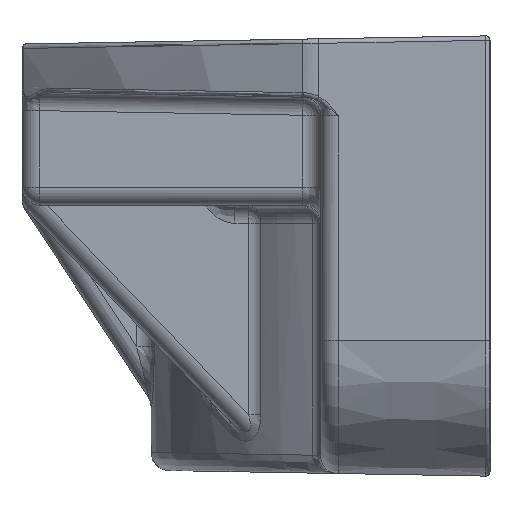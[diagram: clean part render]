
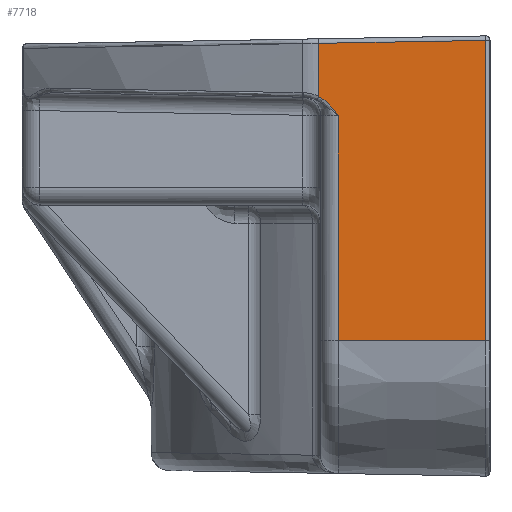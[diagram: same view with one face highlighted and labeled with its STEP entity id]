
A CAD part, left-side view. The second image highlights one B-rep face of the part: STEP entity #7718.
In plain terms, the highlighted planar face has unit normal (-1, 0.018, 0).
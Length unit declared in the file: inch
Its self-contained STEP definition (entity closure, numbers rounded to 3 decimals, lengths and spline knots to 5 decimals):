
#887 = ORIENTED_EDGE ( 'NONE', *, *, #7168, .T. ) ;
#1095 = VECTOR ( 'NONE', #8127, 39.37008 ) ;
#1616 = CARTESIAN_POINT ( 'NONE',  ( -0.29338, 0.37906, 0. ) ) ;
#2387 = VERTEX_POINT ( 'NONE', #10414 ) ;
#2494 = EDGE_CURVE ( 'NONE', #6373, #10202, #10657, .T. ) ;
#2621 = CARTESIAN_POINT ( 'NONE',  ( -0.29414, 0.3357, 0.49778 ) ) ;
#2650 = CARTESIAN_POINT ( 'NONE',  ( -0.29354, 0.36996, 0.53589 ) ) ;
#3088 = CARTESIAN_POINT ( 'NONE',  ( -0.3, 0., 0. ) ) ;
#3249 = EDGE_CURVE ( 'NONE', #9308, #11878, #4357, .T. ) ;
#3464 = CARTESIAN_POINT ( 'NONE',  ( -0.29338, 0.37906, 0.54083 ) ) ;
#4357 = LINE ( 'NONE', #1616, #1095 ) ;
#4584 = CARTESIAN_POINT ( 'NONE',  ( -0.29392, 0.34827, 0.5141 ) ) ;
#4645 = B_SPLINE_CURVE_WITH_KNOTS ( 'NONE', 3,
 ( #9221, #2650, #7376, #8177, #4584, #10077, #8431, #6473 ),
 .UNSPECIFIED., .F., .F.,
 ( 4, 2, 2, 4 ),
 ( 0., 0.00078, 0.00117, 0.00155 ),
 .UNSPECIFIED. ) ;
#5362 = ORIENTED_EDGE ( 'NONE', *, *, #2494, .T. ) ;
#5609 = EDGE_CURVE ( 'NONE', #6657, #9308, #6774, .T. ) ;
#6226 = ORIENTED_EDGE ( 'NONE', *, *, #5609, .T. ) ;
#6255 = EDGE_CURVE ( 'NONE', #2387, #6657, #9569, .T. ) ;
#6373 = VERTEX_POINT ( 'NONE', #2621 ) ;
#6473 = CARTESIAN_POINT ( 'NONE',  ( -0.29414, 0.3357, 0.49778 ) ) ;
#6657 = VERTEX_POINT ( 'NONE', #6943 ) ;
#6774 = LINE ( 'NONE', #9467, #6963 ) ;
#6937 = CARTESIAN_POINT ( 'NONE',  ( -0.29982, 0.01017, 0. ) ) ;
#6943 = CARTESIAN_POINT ( 'NONE',  ( -0.29982, 0.01017, 0.66482 ) ) ;
#6963 = VECTOR ( 'NONE', #7579, 39.37008 ) ;
#7037 = CARTESIAN_POINT ( 'NONE',  ( -0.29414, 0.3357, 0. ) ) ;
#7168 = EDGE_CURVE ( 'NONE', #10202, #2387, #11417, .T. ) ;
#7178 = CARTESIAN_POINT ( 'NONE',  ( -0.3, 0., 0. ) ) ;
#7231 = ORIENTED_EDGE ( 'NONE', *, *, #6255, .T. ) ;
#7258 = ORIENTED_EDGE ( 'NONE', *, *, #3249, .T. ) ;
#7358 = DIRECTION ( 'NONE',  ( -1., 0.017, 0. ) ) ;
#7376 = CARTESIAN_POINT ( 'NONE',  ( -0.29368, 0.36218, 0.52929 ) ) ;
#7508 = EDGE_LOOP ( 'NONE', ( #7258, #11943, #5362, #887, #7231, #6226 ) ) ;
#7579 = DIRECTION ( 'NONE',  ( 0.017, 1., -0.017 ) ) ;
#7718 = ADVANCED_FACE ( 'NONE', ( #10058 ), #9140, .T. ) ;
#7926 = VECTOR ( 'NONE', #10484, 39.37008 ) ;
#8127 = DIRECTION ( 'NONE',  ( 0., 0., -1. ) ) ;
#8177 = CARTESIAN_POINT ( 'NONE',  ( -0.29386, 0.35158, 0.51804 ) ) ;
#8431 = CARTESIAN_POINT ( 'NONE',  ( -0.29409, 0.33875, 0.50186 ) ) ;
#8695 = DIRECTION ( 'NONE',  ( -0.017, -1., 0. ) ) ;
#8959 = CARTESIAN_POINT ( 'NONE',  ( -0.29338, 0.37906, 0.65838 ) ) ;
#9140 = PLANE ( 'NONE',  #10313 ) ;
#9221 = CARTESIAN_POINT ( 'NONE',  ( -0.29338, 0.37906, 0.54083 ) ) ;
#9308 = VERTEX_POINT ( 'NONE', #8959 ) ;
#9467 = CARTESIAN_POINT ( 'NONE',  ( -0.29339, 0.37889, 0.65839 ) ) ;
#9569 = LINE ( 'NONE', #6937, #7926 ) ;
#9867 = CARTESIAN_POINT ( 'NONE',  ( -0.29414, 0.3357, 0. ) ) ;
#10058 = FACE_OUTER_BOUND ( 'NONE', #7508, .T. ) ;
#10077 = CARTESIAN_POINT ( 'NONE',  ( -0.29403, 0.34186, 0.50603 ) ) ;
#10202 = VERTEX_POINT ( 'NONE', #7037 ) ;
#10313 = AXIS2_PLACEMENT_3D ( 'NONE', #7178, #7358, #11934 ) ;
#10414 = CARTESIAN_POINT ( 'NONE',  ( -0.29982, 0.01017, 0. ) ) ;
#10484 = DIRECTION ( 'NONE',  ( 0., 0., 1. ) ) ;
#10604 = VECTOR ( 'NONE', #10714, 39.37008 ) ;
#10657 = LINE ( 'NONE', #9867, #10604 ) ;
#10714 = DIRECTION ( 'NONE',  ( 0., 0., -1. ) ) ;
#10793 = EDGE_CURVE ( 'NONE', #11878, #6373, #4645, .T. ) ;
#11059 = VECTOR ( 'NONE', #8695, 39.37008 ) ;
#11417 = LINE ( 'NONE', #3088, #11059 ) ;
#11878 = VERTEX_POINT ( 'NONE', #3464 ) ;
#11934 = DIRECTION ( 'NONE',  ( -0.017, -1., 0. ) ) ;
#11943 = ORIENTED_EDGE ( 'NONE', *, *, #10793, .T. ) ;
